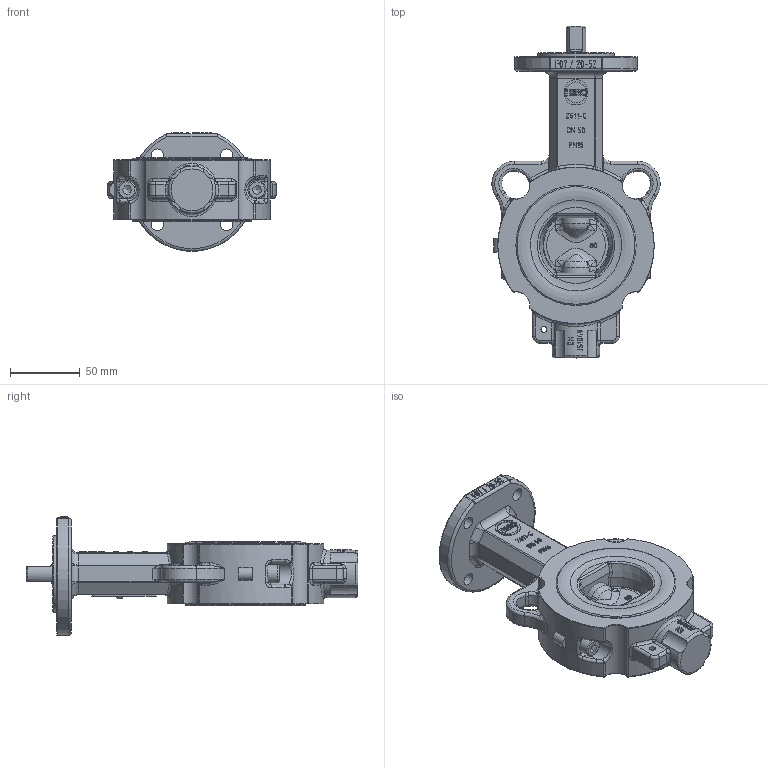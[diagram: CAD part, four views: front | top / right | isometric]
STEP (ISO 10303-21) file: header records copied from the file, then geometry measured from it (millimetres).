
FILE_DESCRIPTION(/* description */ (''),/* implementation_level */ '2;1');
FILE_NAME(/* name */ 'Z611-C_DN50.stp',/* time_stamp */ '2019-01-30T09:04:42+01:00',/* author */ ('hellwig'),/* organization */ (''),/* preprocessor_version */ 'ST-DEVELOPER v16.5',/* originating_system */ 'Autodesk Inventor 2017',/* authorisation */ '');
FILE_SCHEMA (('CONFIG_CONTROL_DESIGN'));
Products named in the file (1): M12795
Bounding box: 120.31 x 237.5 x 84.63 mm (x, y, z)
Volume: 525269.8 mm3; surface area: 109035.1 mm2
Topology: 1 solids, 18 shells, 2397 faces, 6308 edges, 4085 vertices
Faces by surface type: plane 1134, bspline 889, cylinder 218, torus 98, cone 48, sphere 10
Full cylindrical faces by diameter (mm): 3 x4, 3.2 x2, 4.134 x1, 5.5 x1, 6.647 x2, 8 x4, 8.5 x2, 9 x4, 13 x2, 14 x4, 14.28 x3, 15 x1, 20.95 x3, 21 x5, 34 x1, 54.9 x1, 63.3 x4, 80 x2, 85.8 x2, 86 x2
Entity records: 89479 total; most frequent: CARTESIAN_POINT 34195, ORIENTED_EDGE 12246, DIRECTION 8209, EDGE_CURVE 6123, VERTEX_POINT 4034, LINE 3459, VECTOR 3459, EDGE_LOOP 2717
